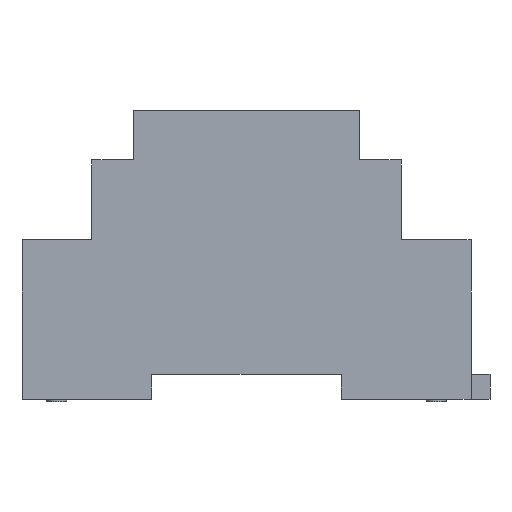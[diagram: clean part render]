
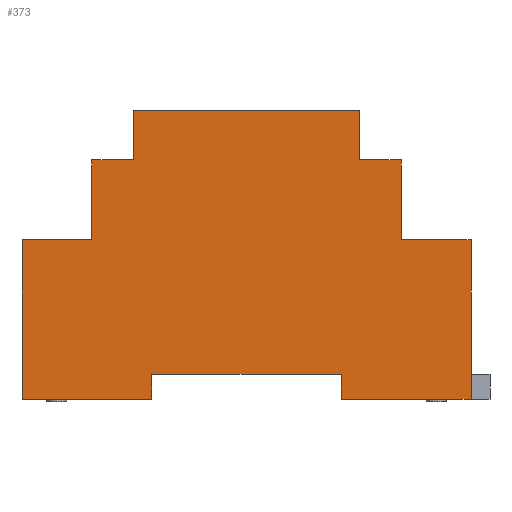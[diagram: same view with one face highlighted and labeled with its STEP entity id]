
A CAD part, front view. The second image highlights one B-rep face of the part: STEP entity #373.
In plain terms, the highlighted planar face has unit normal (0, -1, 0).
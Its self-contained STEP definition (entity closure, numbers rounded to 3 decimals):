
#373=ADVANCED_FACE('',(#792),#793,.T.);
#792=FACE_OUTER_BOUND('',#1217,.T.);
#793=PLANE('',#1218);
#1217=EDGE_LOOP('',(#2136,#2137,#2138,#2139,#2140,#2141,#2142,#2143,#2144,#2145,#2146,#2147,#2148,#2149,#2150,#2151));
#1218=AXIS2_PLACEMENT_3D('',#2152,#2153,#2154);
#2136=ORIENTED_EDGE('',*,*,#2594,.T.);
#2137=ORIENTED_EDGE('',*,*,#2528,.T.);
#2138=ORIENTED_EDGE('',*,*,#2474,.T.);
#2139=ORIENTED_EDGE('',*,*,#2595,.T.);
#2140=ORIENTED_EDGE('',*,*,#2596,.T.);
#2141=ORIENTED_EDGE('',*,*,#2597,.T.);
#2142=ORIENTED_EDGE('',*,*,#2325,.T.);
#2143=ORIENTED_EDGE('',*,*,#2598,.F.);
#2144=ORIENTED_EDGE('',*,*,#2599,.T.);
#2145=ORIENTED_EDGE('',*,*,#2600,.F.);
#2146=ORIENTED_EDGE('',*,*,#2536,.T.);
#2147=ORIENTED_EDGE('',*,*,#2538,.F.);
#2148=ORIENTED_EDGE('',*,*,#2393,.T.);
#2149=ORIENTED_EDGE('',*,*,#2302,.T.);
#2150=ORIENTED_EDGE('',*,*,#2306,.F.);
#2151=ORIENTED_EDGE('',*,*,#2601,.F.);
#2152=CARTESIAN_POINT('',(0.0,-18.0,0.0));
#2153=DIRECTION('',(0.0,-1.0,-0.0));
#2154=DIRECTION('',(0.0,0.0,-1.0));
#2302=EDGE_CURVE('',#2709,#2713,#2715,.T.);
#2306=EDGE_CURVE('',#2719,#2713,#2721,.T.);
#2325=EDGE_CURVE('',#2748,#2749,#2750,.T.);
#2393=EDGE_CURVE('',#2862,#2709,#2863,.T.);
#2474=EDGE_CURVE('',#2985,#2989,#2991,.T.);
#2528=EDGE_CURVE('',#3054,#2985,#3055,.T.);
#2536=EDGE_CURVE('',#3063,#3067,#3069,.T.);
#2538=EDGE_CURVE('',#2862,#3067,#3071,.T.);
#2594=EDGE_CURVE('',#3139,#3054,#3140,.T.);
#2595=EDGE_CURVE('',#2989,#3141,#3142,.T.);
#2596=EDGE_CURVE('',#3141,#3143,#3144,.T.);
#2597=EDGE_CURVE('',#3143,#2748,#3145,.T.);
#2598=EDGE_CURVE('',#3146,#2749,#3147,.T.);
#2599=EDGE_CURVE('',#3146,#3148,#3149,.T.);
#2600=EDGE_CURVE('',#3063,#3148,#3150,.T.);
#2601=EDGE_CURVE('',#3139,#2719,#3151,.T.);
#2709=VERTEX_POINT('',#3432);
#2713=VERTEX_POINT('',#3438);
#2715=LINE('',#3441,#3442);
#2719=VERTEX_POINT('',#3447);
#2721=LINE('',#3450,#3451);
#2748=VERTEX_POINT('',#3490);
#2749=VERTEX_POINT('',#3491);
#2750=LINE('',#3492,#3493);
#2862=VERTEX_POINT('',#3801);
#2863=LINE('',#3802,#3803);
#2985=VERTEX_POINT('',#4102);
#2989=VERTEX_POINT('',#4108);
#2991=LINE('',#4111,#4112);
#3054=VERTEX_POINT('',#4201);
#3055=LINE('',#4202,#4203);
#3063=VERTEX_POINT('',#4212);
#3067=VERTEX_POINT('',#4218);
#3069=LINE('',#4221,#4222);
#3071=LINE('',#4224,#4225);
#3139=VERTEX_POINT('',#4357);
#3140=LINE('',#4358,#4359);
#3141=VERTEX_POINT('',#4360);
#3142=LINE('',#4361,#4362);
#3143=VERTEX_POINT('',#4363);
#3144=LINE('',#4364,#4365);
#3145=LINE('',#4366,#4367);
#3146=VERTEX_POINT('',#4368);
#3147=LINE('',#4369,#4370);
#3148=VERTEX_POINT('',#4371);
#3149=LINE('',#4372,#4373);
#3150=LINE('',#4374,#4375);
#3151=LINE('',#4376,#4377);
#3432=CARTESIAN_POINT('',(-19.0,-18.0,0.0));
#3438=CARTESIAN_POINT('',(-19.0,-18.0,5.0));
#3441=CARTESIAN_POINT('',(-19.0,-18.0,0.0));
#3442=VECTOR('',#4479,1.0);
#3447=CARTESIAN_POINT('',(19.0,-18.0,5.0));
#3450=CARTESIAN_POINT('',(0.0,-18.0,5.0));
#3451=VECTOR('',#4482,1.0);
#3490=CARTESIAN_POINT('',(22.65,-18.0,58.0));
#3491=CARTESIAN_POINT('',(-22.65,-18.0,58.0));
#3492=CARTESIAN_POINT('',(0.0,-18.0,58.0));
#3493=VECTOR('',#4495,1.0);
#3801=CARTESIAN_POINT('',(-45.0,-18.0,0.0));
#3802=CARTESIAN_POINT('',(0.0,-18.0,0.0));
#3803=VECTOR('',#4574,1.0);
#4102=CARTESIAN_POINT('',(45.0,-18.0,32.0));
#4108=CARTESIAN_POINT('',(31.0,-18.0,32.0));
#4111=CARTESIAN_POINT('',(76.0,-18.0,32.0));
#4112=VECTOR('',#4669,1.0);
#4201=CARTESIAN_POINT('',(45.0,-18.0,0.0));
#4202=CARTESIAN_POINT('',(45.0,-18.0,0.0));
#4203=VECTOR('',#4696,1.0);
#4212=CARTESIAN_POINT('',(-31.0,-18.0,32.0));
#4218=CARTESIAN_POINT('',(-45.0,-18.0,32.0));
#4221=CARTESIAN_POINT('',(0.0,-18.0,32.0));
#4222=VECTOR('',#4707,1.0);
#4224=CARTESIAN_POINT('',(-45.0,-18.0,0.0));
#4225=VECTOR('',#4708,1.0);
#4357=CARTESIAN_POINT('',(19.0,-18.0,0.0));
#4358=CARTESIAN_POINT('',(0.0,-18.0,0.0));
#4359=VECTOR('',#4745,1.0);
#4360=CARTESIAN_POINT('',(31.0,-18.0,48.0));
#4361=CARTESIAN_POINT('',(31.0,-18.0,32.0));
#4362=VECTOR('',#4746,1.0);
#4363=CARTESIAN_POINT('',(22.65,-18.0,48.0));
#4364=CARTESIAN_POINT('',(0.0,-18.0,48.0));
#4365=VECTOR('',#4747,1.0);
#4366=CARTESIAN_POINT('',(22.65,-18.0,48.0));
#4367=VECTOR('',#4748,1.0);
#4368=CARTESIAN_POINT('',(-22.65,-18.0,48.0));
#4369=CARTESIAN_POINT('',(-22.65,-18.0,48.0));
#4370=VECTOR('',#4749,1.0);
#4371=CARTESIAN_POINT('',(-31.0,-18.0,48.0));
#4372=CARTESIAN_POINT('',(0.0,-18.0,48.0));
#4373=VECTOR('',#4750,1.0);
#4374=CARTESIAN_POINT('',(-31.0,-18.0,32.0));
#4375=VECTOR('',#4751,1.0);
#4376=CARTESIAN_POINT('',(19.0,-18.0,0.0));
#4377=VECTOR('',#4752,1.0);
#4479=DIRECTION('',(0.0,0.0,1.0));
#4482=DIRECTION('',(-1.0,-0.0,-0.0));
#4495=DIRECTION('',(-1.0,-0.0,-0.0));
#4574=DIRECTION('',(1.0,0.0,0.0));
#4669=DIRECTION('',(-1.0,-0.0,-0.0));
#4696=DIRECTION('',(0.0,0.0,1.0));
#4707=DIRECTION('',(-1.0,-0.0,-0.0));
#4708=DIRECTION('',(0.0,0.0,1.0));
#4745=DIRECTION('',(1.0,0.0,0.0));
#4746=DIRECTION('',(0.0,0.0,1.0));
#4747=DIRECTION('',(-1.0,-0.0,-0.0));
#4748=DIRECTION('',(0.0,0.0,1.0));
#4749=DIRECTION('',(0.0,0.0,1.0));
#4750=DIRECTION('',(-1.0,-0.0,-0.0));
#4751=DIRECTION('',(0.0,0.0,1.0));
#4752=DIRECTION('',(0.0,0.0,1.0));
